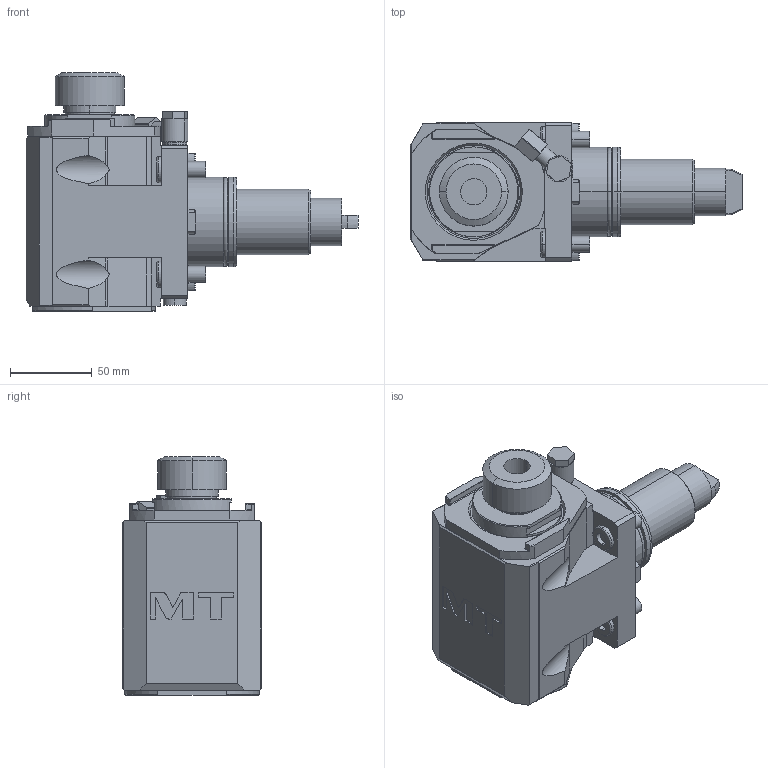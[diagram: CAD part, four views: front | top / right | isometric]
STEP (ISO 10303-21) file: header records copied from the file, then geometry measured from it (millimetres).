
FILE_DESCRIPTION((''),'2;1');
FILE_NAME('DWO0870125_CONF','2023-03-27T16:29:04',('smalpassi'),('M.T. srl'),'CREO PARAMETRIC BY PTC INC, 2021072','CREO PARAMETRIC BY PTC INC, 2021072','');
FILE_SCHEMA(('CONFIG_CONTROL_DESIGN'));
Length unit declared in the file: millimetre
Products named in the file (1): DWO0870125_CONF
Bounding box: 203 x 85 x 145.71 mm (x, y, z)
Volume: 1020742.2 mm3; surface area: 90794.8 mm2
Topology: 1 solids, 1 shells, 376 faces, 937 edges, 606 vertices
Faces by surface type: plane 190, cylinder 132, cone 34, torus 18, extrusion 2
Entity records: 11781 total; most frequent: CARTESIAN_POINT 2642, DIRECTION 1920, ORIENTED_EDGE 1874, EDGE_CURVE 937, AXIS2_PLACEMENT_3D 701, VERTEX_POINT 606, VECTOR 518, LINE 516
